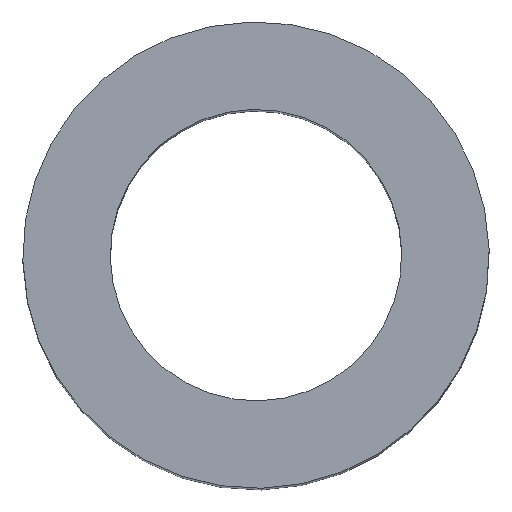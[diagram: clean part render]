
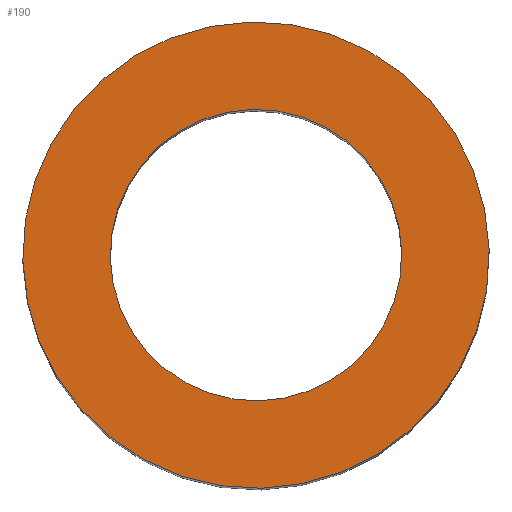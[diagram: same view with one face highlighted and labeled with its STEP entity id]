
A CAD part, top view. The second image highlights one B-rep face of the part: STEP entity #190.
In plain terms, the highlighted planar face has unit normal (0, 0, 1).
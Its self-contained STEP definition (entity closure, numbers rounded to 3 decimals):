
#56=AXIS2_PLACEMENT_3D('Circle Axis2P3D',#54,#55,$) ;
#91=AXIS2_PLACEMENT_3D('Circle Axis2P3D',#89,#90,$) ;
#148=AXIS2_PLACEMENT_3D('Circle Axis2P3D',#146,#147,$) ;
#167=AXIS2_PLACEMENT_3D('Circle Axis2P3D',#165,#166,$) ;
#180=AXIS2_PLACEMENT_3D('Plane Axis2P3D',#177,#178,#179) ;
#54=CARTESIAN_POINT('Axis2P3D Location',(4.,4.,17.)) ;
#58=CARTESIAN_POINT('Vertex',(1.806,5.199,17.)) ;
#60=CARTESIAN_POINT('Vertex',(6.194,2.801,17.)) ;
#89=CARTESIAN_POINT('Axis2P3D Location',(4.,4.,17.)) ;
#143=CARTESIAN_POINT('Vertex',(5.918,7.51,17.)) ;
#146=CARTESIAN_POINT('Axis2P3D Location',(4.,4.,17.)) ;
#150=CARTESIAN_POINT('Vertex',(2.082,0.49,17.)) ;
#165=CARTESIAN_POINT('Axis2P3D Location',(4.,4.,17.)) ;
#177=CARTESIAN_POINT('Axis2P3D Location',(4.,8.,17.)) ;
#55=DIRECTION('Axis2P3D Direction',(0.,0.,-1.)) ;
#90=DIRECTION('Axis2P3D Direction',(0.,0.,-1.)) ;
#147=DIRECTION('Axis2P3D Direction',(0.,0.,-1.)) ;
#166=DIRECTION('Axis2P3D Direction',(0.,0.,-1.)) ;
#178=DIRECTION('Axis2P3D Direction',(0.,0.,-1.)) ;
#179=DIRECTION('Axis2P3D XDirection',(1.,0.,0.)) ;
#183=ORIENTED_EDGE('',*,*,#152,.F.) ;
#184=ORIENTED_EDGE('',*,*,#169,.F.) ;
#187=ORIENTED_EDGE('',*,*,#62,.T.) ;
#188=ORIENTED_EDGE('',*,*,#93,.T.) ;
#189=FACE_BOUND('',#186,.T.) ;
#190=ADVANCED_FACE('K\X2\00F6\X0\rper.3',(#185,#189),#181,.F.) ;
#57=CIRCLE('generated circle',#56,2.5) ;
#92=CIRCLE('generated circle',#91,2.5) ;
#149=CIRCLE('generated circle',#148,4.) ;
#168=CIRCLE('generated circle',#167,4.) ;
#62=EDGE_CURVE('',#59,#61,#57,.T.) ;
#93=EDGE_CURVE('',#61,#59,#92,.T.) ;
#152=EDGE_CURVE('',#144,#151,#149,.T.) ;
#169=EDGE_CURVE('',#151,#144,#168,.T.) ;
#182=EDGE_LOOP('',(#183,#184)) ;
#186=EDGE_LOOP('',(#187,#188)) ;
#185=FACE_OUTER_BOUND('',#182,.T.) ;
#181=PLANE('',#180) ;
#59=VERTEX_POINT('',#58) ;
#61=VERTEX_POINT('',#60) ;
#144=VERTEX_POINT('',#143) ;
#151=VERTEX_POINT('',#150) ;
